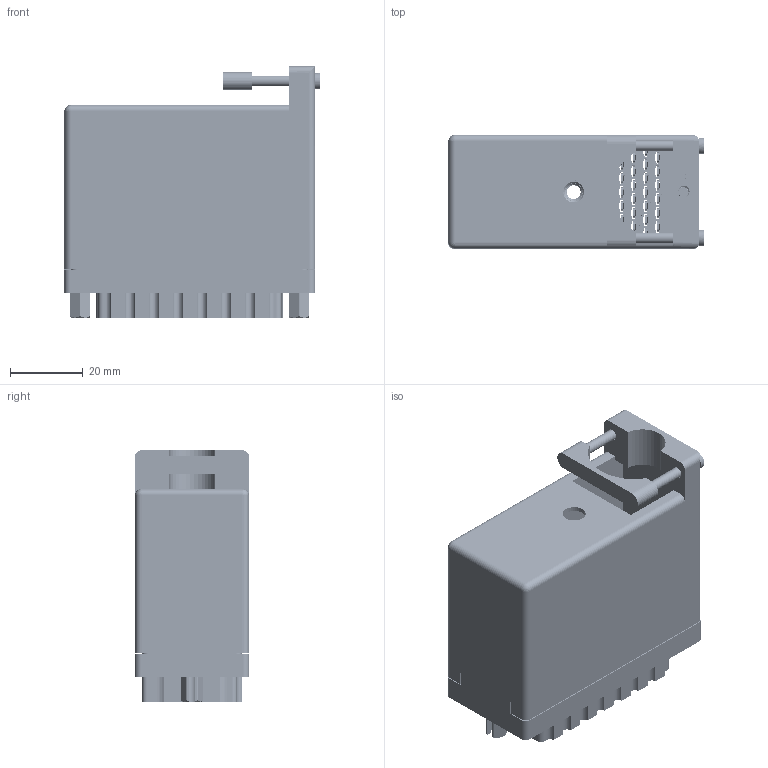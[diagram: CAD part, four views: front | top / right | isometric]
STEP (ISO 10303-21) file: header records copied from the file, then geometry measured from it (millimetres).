
FILE_DESCRIPTION (( 'STEP AP203' ), '1' );
FILE_NAME ('516-090-501-462.STEP', '2020-09-08T18:16:48', ( '' ), ( '' ), 'SwSTEP 2.0', 'SolidWorks 2020', '' );
FILE_SCHEMA (( 'CONFIG_CONTROL_DESIGN' ));
Length unit declared in the file: inch
Products named in the file (8): 516-221-090-102_090; 516-221-090-102_091; 516 Part Receptacle_090; 516-090-501-462; 516-230-001_Metal - 090 Top Entry; 516-252-091-102; 516-252-095-100; 516-292-001_501 Contact
Assembly tree (98 placements, depth 2):
  516-090-501-462
    516 Part Receptacle_090
    516-292-001_501 Contact  x91
    516-230-001_Metal - 090 Top Entry
    516-252-091-102  x2
    516-221-090-102_090
    516-252-095-100
    516-221-090-102_091
Bounding box: 70.31 x 31.34 x 69.24 mm (x, y, z)
Volume: 39482.1 mm3; surface area: 70438 mm2
Topology: 98 solids, 98 shells, 8746 faces, 25371 edges, 16835 vertices
Faces by surface type: plane 5196, cylinder 2928, bspline 574, cone 46, sphere 2
Entity records: 85809 total; most frequent: CARTESIAN_POINT 21174, ORIENTED_EDGE 13134, DIRECTION 12628, EDGE_CURVE 6567, VECTOR 4650, LINE 4650, VERTEX_POINT 4363, AXIS2_PLACEMENT_3D 3989
